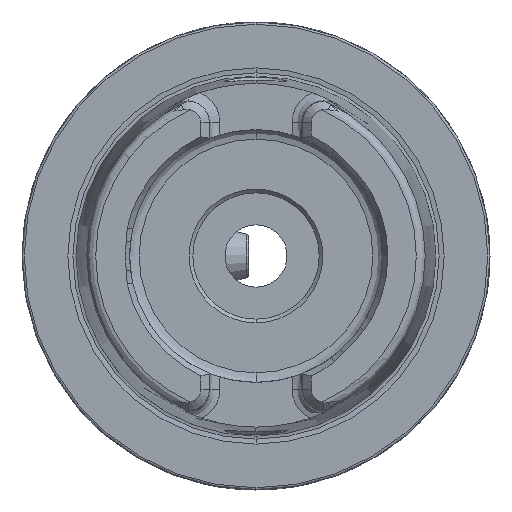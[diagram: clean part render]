
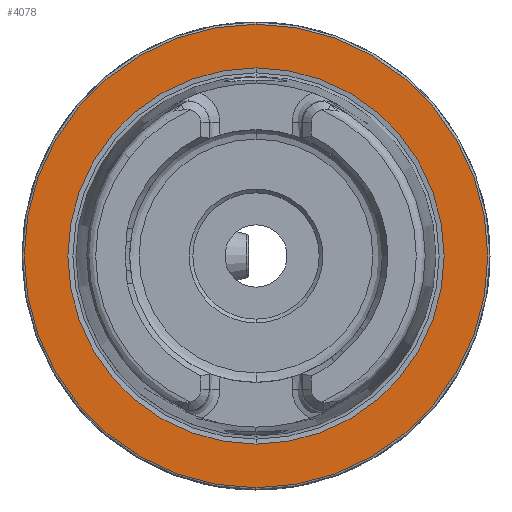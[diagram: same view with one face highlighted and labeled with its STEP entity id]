
A CAD part, left-side view. The second image highlights one B-rep face of the part: STEP entity #4078.
In plain terms, the highlighted planar face has unit normal (-1, 0, 0).
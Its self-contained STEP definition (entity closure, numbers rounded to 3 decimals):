
#102 = DIRECTION ( 'NONE',  ( -1., 0., 0. ) ) ;
#201 = CARTESIAN_POINT ( 'NONE',  ( 0., 0., 0. ) ) ;
#1005 = FACE_OUTER_BOUND ( 'NONE', #2915, .T. ) ;
#1037 = EDGE_CURVE ( 'NONE', #5874, #3161, #7333, .T. ) ;
#1123 = DIRECTION ( 'NONE',  ( 1., 0., 0. ) ) ;
#1789 = CARTESIAN_POINT ( 'NONE',  ( 0., 0., -31.2 ) ) ;
#1819 = CARTESIAN_POINT ( 'NONE',  ( 0., 0., 0. ) ) ;
#1826 = EDGE_CURVE ( 'NONE', #3161, #5874, #2484, .T. ) ;
#2282 = CIRCLE ( 'NONE', #4614, 25.324 ) ;
#2375 = ORIENTED_EDGE ( 'NONE', *, *, #1826, .T. ) ;
#2422 = DIRECTION ( 'NONE',  ( 0., 0., 1. ) ) ;
#2484 = CIRCLE ( 'NONE', #5702, 31.2 ) ;
#2512 = EDGE_CURVE ( 'NONE', #5495, #5997, #2282, .T. ) ;
#2915 = EDGE_LOOP ( 'NONE', ( #2375, #3500 ) ) ;
#2951 = CARTESIAN_POINT ( 'NONE',  ( 0., 31.2, 0. ) ) ;
#2968 = DIRECTION ( 'NONE',  ( -1., 0., 0. ) ) ;
#3161 = VERTEX_POINT ( 'NONE', #4962 ) ;
#3227 = AXIS2_PLACEMENT_3D ( 'NONE', #4228, #4343, #4369 ) ;
#3500 = ORIENTED_EDGE ( 'NONE', *, *, #1037, .T. ) ;
#3764 = CARTESIAN_POINT ( 'NONE',  ( 0., 0., -25.324 ) ) ;
#3904 = DIRECTION ( 'NONE',  ( 0., 0., 1. ) ) ;
#3925 = AXIS2_PLACEMENT_3D ( 'NONE', #1819, #6060, #2422 ) ;
#4078 = ADVANCED_FACE ( 'NONE', ( #5837, #1005 ), #4779, .F. ) ;
#4228 = CARTESIAN_POINT ( 'NONE',  ( 0., 0., 0. ) ) ;
#4343 = DIRECTION ( 'NONE',  ( -1., 0., 0. ) ) ;
#4369 = DIRECTION ( 'NONE',  ( 0., 0., 1. ) ) ;
#4614 = AXIS2_PLACEMENT_3D ( 'NONE', #6582, #2968, #7190 ) ;
#4779 = PLANE ( 'NONE',  #7652 ) ;
#4920 = ORIENTED_EDGE ( 'NONE', *, *, #4975, .F. ) ;
#4962 = CARTESIAN_POINT ( 'NONE',  ( 0., 0., 31.2 ) ) ;
#4975 = EDGE_CURVE ( 'NONE', #5997, #5495, #6506, .T. ) ;
#5375 = DIRECTION ( 'NONE',  ( 0., 0., -1. ) ) ;
#5495 = VERTEX_POINT ( 'NONE', #5791 ) ;
#5624 = EDGE_LOOP ( 'NONE', ( #5989, #4920 ) ) ;
#5702 = AXIS2_PLACEMENT_3D ( 'NONE', #201, #102, #3904 ) ;
#5791 = CARTESIAN_POINT ( 'NONE',  ( 0., 0., 25.324 ) ) ;
#5837 = FACE_BOUND ( 'NONE', #5624, .T. ) ;
#5874 = VERTEX_POINT ( 'NONE', #1789 ) ;
#5989 = ORIENTED_EDGE ( 'NONE', *, *, #2512, .F. ) ;
#5997 = VERTEX_POINT ( 'NONE', #3764 ) ;
#6060 = DIRECTION ( 'NONE',  ( -1., 0., 0. ) ) ;
#6506 = CIRCLE ( 'NONE', #3925, 25.324 ) ;
#6582 = CARTESIAN_POINT ( 'NONE',  ( 0., 0., 0. ) ) ;
#7190 = DIRECTION ( 'NONE',  ( 0., 0., 1. ) ) ;
#7333 = CIRCLE ( 'NONE', #3227, 31.2 ) ;
#7652 = AXIS2_PLACEMENT_3D ( 'NONE', #2951, #1123, #5375 ) ;
